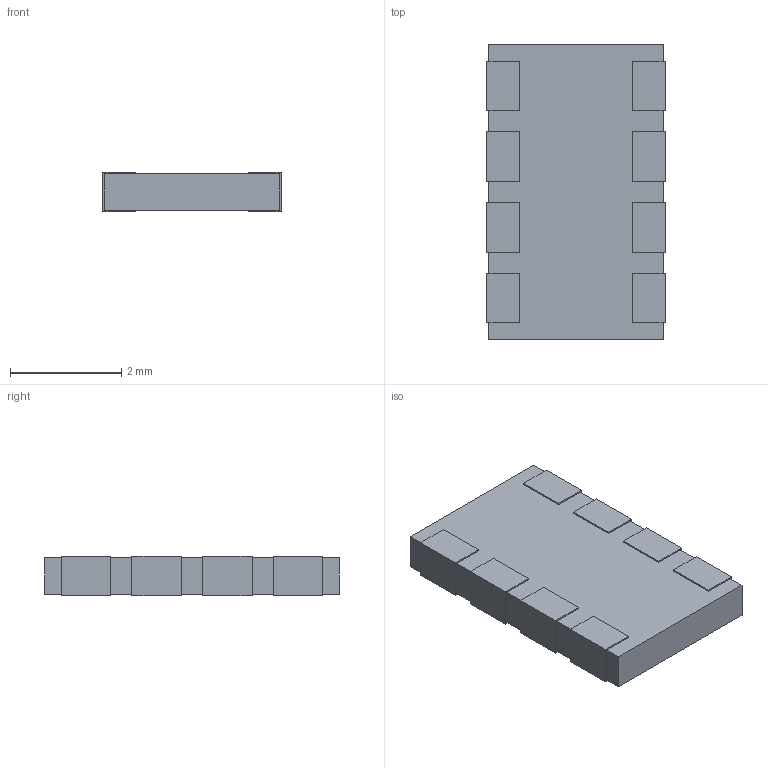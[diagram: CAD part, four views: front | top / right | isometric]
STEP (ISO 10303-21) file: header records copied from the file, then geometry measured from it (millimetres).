
FILE_DESCRIPTION(('FreeCAD Model'),'2;1');
FILE_NAME('YAG_YC324.step','2019-02-18T14:44:52',('kicad StepUp'),('ksu MCAD'), 'Open CASCADE STEP processor 7.2','FreeCAD','Unknown');
FILE_SCHEMA(('AUTOMOTIVE_DESIGN { 1 0 10303 214 1 1 1 1 }'));
Length unit declared in the file: millimetre
Products named in the file (1): YAG_YC324
Bounding box: 3.2 x 5.28 x 0.71 mm (x, y, z)
Surface area: 71.6 mm2 (no closed solid volume)
Topology: 0 solids, 86 shells, 86 faces, 816 edges, 2040 vertices
Faces by surface type: plane 86
Entity records: 8826 total; most frequent: CARTESIAN_POINT 2943, DIRECTION 990, LINE 816, VECTOR 816, GEOMETRIC_CURVE_SET 409, ORIENTED_EDGE 408, EDGE_CURVE 408, VERTEX_POINT 408
